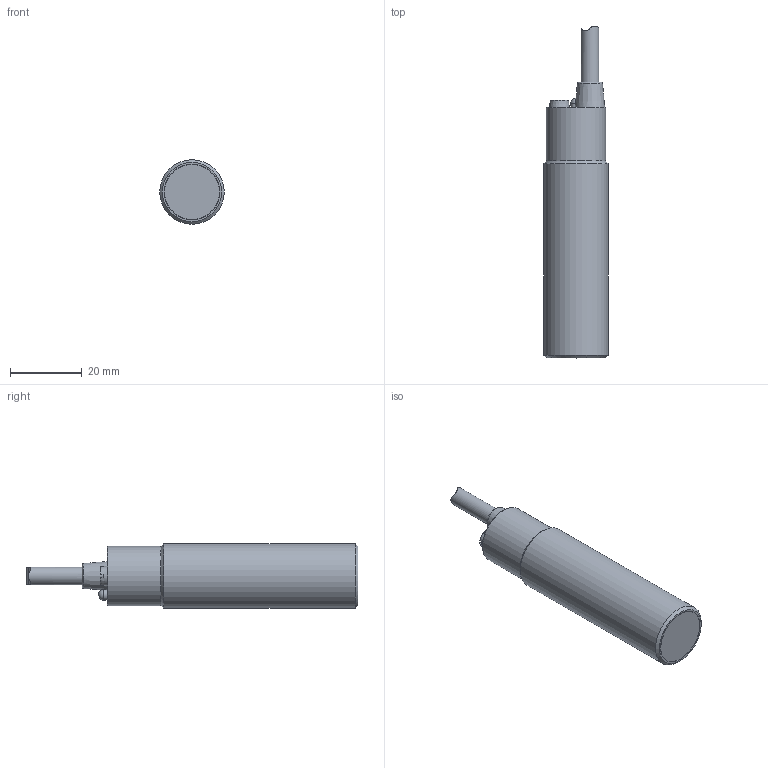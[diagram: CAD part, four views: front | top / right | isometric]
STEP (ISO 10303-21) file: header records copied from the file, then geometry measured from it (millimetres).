
FILE_DESCRIPTION(/* description */ (''),/* implementation_level */ '2;1');
FILE_NAME(/* name */ 'KA1340_Shrinkwrap_1.stp',/* time_stamp */ '2022-01-19T13:26:14+01:00',/* author */ ('Krieger Anja'),/* organization */ (''),/* preprocessor_version */ 'ST-DEVELOPER v18.1',/* originating_system */ 'Autodesk Inventor 2021',/* authorisation */ '');
FILE_SCHEMA (('AUTOMOTIVE_DESIGN { 1 0 10303 214 3 1 1 }'));
Length unit declared in the file: millimetre
Products named in the file (1): KA1340_Shrinkwrap_1
Bounding box: 18 x 92.67 x 18 mm (x, y, z)
Volume: 17784.6 mm3; surface area: 6947.8 mm2
Topology: 1 solids, 1 shells, 29 faces, 63 edges, 42 vertices
Faces by surface type: plane 11, cylinder 9, cone 4, torus 4, sphere 1
Full cylindrical faces by diameter (mm): 3 x1, 3.1 x1, 5 x1, 15.4 x1, 15.5 x1, 16.5 x1, 18 x1
Entity records: 1006 total; most frequent: CARTESIAN_POINT 238, DIRECTION 144, ORIENTED_EDGE 124, AXIS2_PLACEMENT_3D 64, EDGE_CURVE 62, VERTEX_POINT 42, EDGE_LOOP 36, CIRCLE 34
